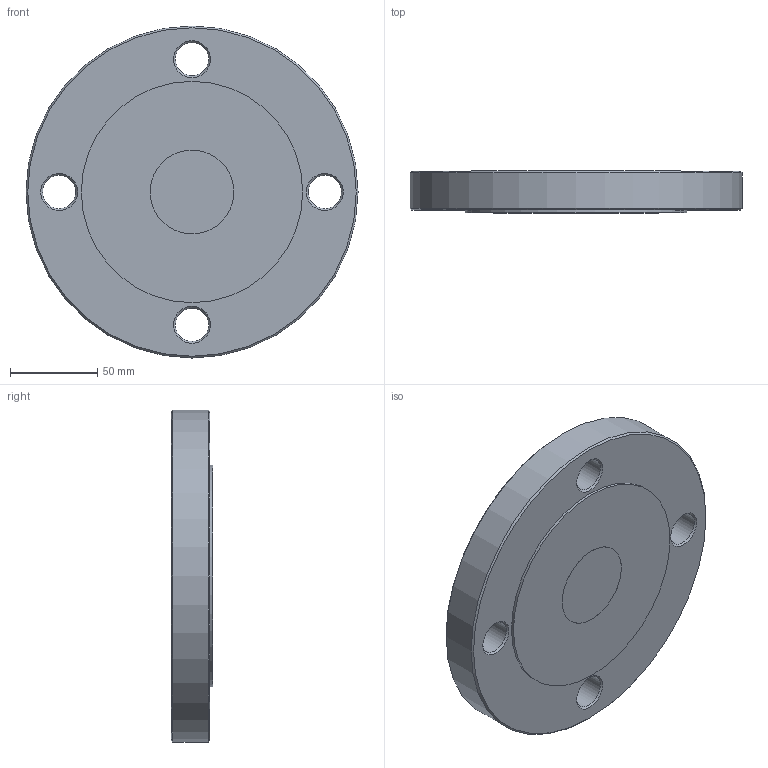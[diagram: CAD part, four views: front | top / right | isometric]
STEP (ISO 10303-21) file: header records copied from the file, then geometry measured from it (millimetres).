
FILE_DESCRIPTION(/* description */ (''),/* implementation_level */ '2;1');
FILE_NAME(/* name */ '31402W.stp',/* time_stamp */ '2018-02-06T10:07:37+01:00',/* author */ ('acgl'),/* organization */ (''),/* preprocessor_version */ 'ST-DEVELOPER v15.6',/* originating_system */ 'Autodesk Inventor 2015',/* authorisation */ '');
FILE_SCHEMA (('AUTOMOTIVE_DESIGN { 1 0 10303 214 3 1 1 }'));
Length unit declared in the file: centimetre
Products named in the file (1): 31402W
Bounding box: 190.5 x 23.95 x 190.5 mm (x, y, z)
Volume: 629469.7 mm3; surface area: 73124.8 mm2
Topology: 1 solids, 1 shells, 25 faces, 47 edges, 28 vertices
Faces by surface type: cone 10, cylinder 9, plane 6
Full cylindrical faces by diameter (mm): 5.5 x1, 10.1 x1, 19.1 x4, 48 x1, 127 x1, 190.5 x1
Entity records: 613 total; most frequent: DIRECTION 108, CARTESIAN_POINT 82, EDGE_LOOP 56, ORIENTED_EDGE 56, AXIS2_PLACEMENT_3D 54, FACE_BOUND 31, CIRCLE 28, VERTEX_POINT 28
